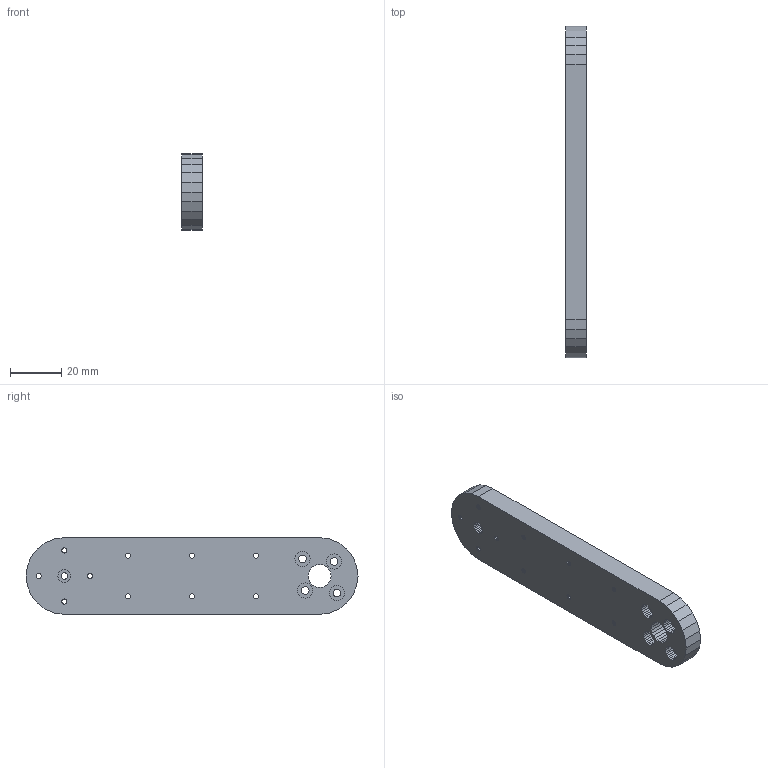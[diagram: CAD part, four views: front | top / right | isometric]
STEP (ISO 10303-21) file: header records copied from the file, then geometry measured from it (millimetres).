
FILE_DESCRIPTION(('FreeCAD Model'),'2;1');
FILE_NAME('Open CASCADE Shape Model','2024-02-27T23:29:26',(''),(''), 'Open CASCADE STEP processor 7.6','FreeCAD','Unknown');
FILE_SCHEMA(('AUTOMOTIVE_DESIGN { 1 0 10303 214 1 1 1 1 }'));
Length unit declared in the file: millimetre
Products named in the file (1): BladeArm001 (Solid)001
Bounding box: 8 x 130 x 30 mm (x, y, z)
Volume: 27237 mm3; surface area: 10941 mm2
Topology: 1 solids, 1 shells, 633 faces, 1757 edges, 1132 vertices
Faces by surface type: plane 633
Entity records: 42574 total; most frequent: CARTESIAN_POINT 7037, DIRECTION 6539, LINE 5271, VECTOR 5271, ORIENTED_EDGE 3514, PCURVE 3514, DEFINITIONAL_REPRESENTATION 3514, EDGE_CURVE 1757
